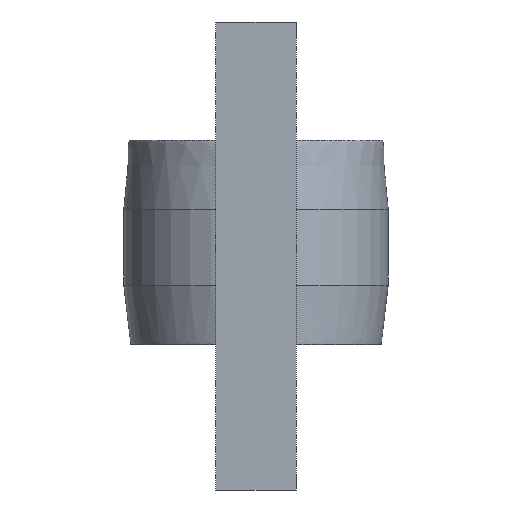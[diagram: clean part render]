
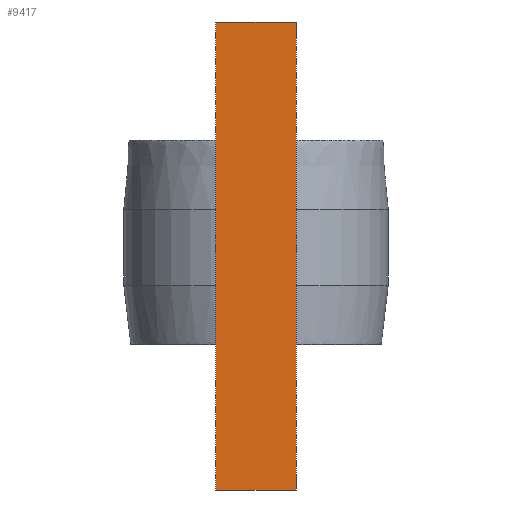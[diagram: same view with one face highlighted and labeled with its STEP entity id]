
A CAD part, front view. The second image highlights one B-rep face of the part: STEP entity #9417.
In plain terms, the highlighted planar face has unit normal (0, -1, 0).
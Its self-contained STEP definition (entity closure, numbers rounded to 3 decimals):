
#109=PLANE('',#10249);
#978=FACE_OUTER_BOUND('',#1613,.T.);
#1613=EDGE_LOOP('',(#8598,#8599,#8600,#8601));
#2638=LINE('',#19437,#3294);
#2639=LINE('',#19440,#3295);
#2640=LINE('',#19442,#3296);
#2641=LINE('',#19443,#3297);
#3294=VECTOR('',#12531,10.);
#3295=VECTOR('',#12534,10.);
#3296=VECTOR('',#12535,10.);
#3297=VECTOR('',#12536,10.);
#4495=VERTEX_POINT('',#19433);
#4496=VERTEX_POINT('',#19435);
#4497=VERTEX_POINT('',#19439);
#4498=VERTEX_POINT('',#19441);
#5910=EDGE_CURVE('',#4495,#4496,#2638,.T.);
#5911=EDGE_CURVE('',#4497,#4495,#2639,.T.);
#5912=EDGE_CURVE('',#4498,#4496,#2640,.T.);
#5913=EDGE_CURVE('',#4497,#4498,#2641,.T.);
#8598=ORIENTED_EDGE('',*,*,#5911,.T.);
#8599=ORIENTED_EDGE('',*,*,#5910,.T.);
#8600=ORIENTED_EDGE('',*,*,#5912,.F.);
#8601=ORIENTED_EDGE('',*,*,#5913,.F.);
#9417=ADVANCED_FACE('',(#978),#109,.T.);
#10249=AXIS2_PLACEMENT_3D('',#19438,#12532,#12533);
#12531=DIRECTION('',(0.,0.,1.));
#12532=DIRECTION('center_axis',(0.,-1.,0.));
#12533=DIRECTION('ref_axis',(1.,0.,0.));
#12534=DIRECTION('',(1.,0.,0.));
#12535=DIRECTION('',(1.,0.,0.));
#12536=DIRECTION('',(0.,0.,1.));
#19433=CARTESIAN_POINT('',(30.,-30.,0.));
#19435=CARTESIAN_POINT('',(30.,-30.,350.));
#19437=CARTESIAN_POINT('',(30.,-30.,0.));
#19438=CARTESIAN_POINT('Origin',(-30.,-30.,0.));
#19439=CARTESIAN_POINT('',(-30.,-30.,0.));
#19440=CARTESIAN_POINT('',(-30.,-30.,0.));
#19441=CARTESIAN_POINT('',(-30.,-30.,350.));
#19442=CARTESIAN_POINT('',(-30.,-30.,350.));
#19443=CARTESIAN_POINT('',(-30.,-30.,0.));
